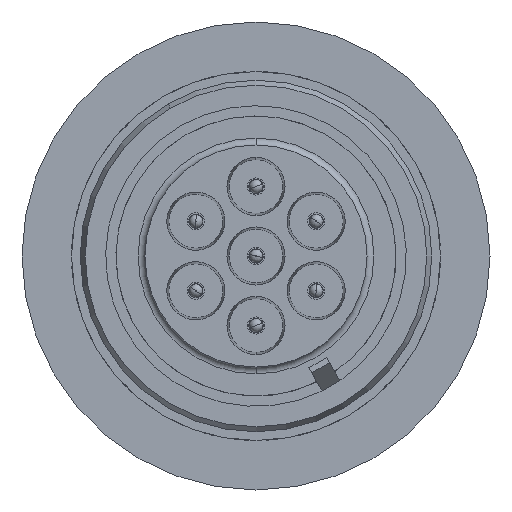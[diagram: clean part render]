
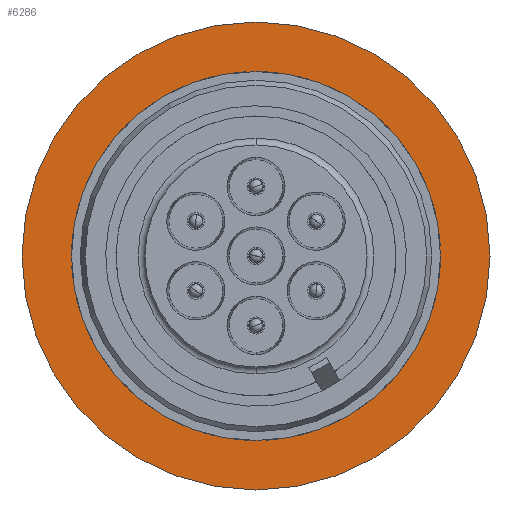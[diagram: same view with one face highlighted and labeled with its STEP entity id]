
A CAD part, front view. The second image highlights one B-rep face of the part: STEP entity #6286.
In plain terms, the highlighted planar face has unit normal (0, -1, 0).
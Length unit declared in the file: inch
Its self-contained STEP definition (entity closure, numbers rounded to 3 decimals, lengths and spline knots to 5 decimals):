
#357 = AXIS2_PLACEMENT_3D ( 'NONE', #13360, #15132, #10395 ) ;
#488 = VERTEX_POINT ( 'NONE', #19930 ) ;
#1628 = FACE_BOUND ( 'NONE', #10495, .T. ) ;
#2054 = CIRCLE ( 'NONE', #13825, 0.685 ) ;
#3662 = CARTESIAN_POINT ( 'NONE',  ( 0.3425, 1.46579, 0.59323 ) ) ;
#4218 = DIRECTION ( 'NONE',  ( -0.866, 0., 0.5 ) ) ;
#5007 = ORIENTED_EDGE ( 'NONE', *, *, #13312, .T. ) ;
#5312 = CARTESIAN_POINT ( 'NONE',  ( -0.59323, 1.46579, 0.3425 ) ) ;
#5834 = CARTESIAN_POINT ( 'NONE',  ( 0., 1.46579, 0. ) ) ;
#6286 = ADVANCED_FACE ( 'NONE', ( #1628, #8659 ), #17363, .F. ) ;
#6729 = DIRECTION ( 'NONE',  ( 0., 1., 0. ) ) ;
#6742 = ORIENTED_EDGE ( 'NONE', *, *, #9831, .F. ) ;
#6945 = DIRECTION ( 'NONE',  ( -0.866, 0., 0.5 ) ) ;
#7147 = AXIS2_PLACEMENT_3D ( 'NONE', #5834, #8883, #4218 ) ;
#7629 = AXIS2_PLACEMENT_3D ( 'NONE', #10278, #11791, #6945 ) ;
#8267 = DIRECTION ( 'NONE',  ( -0.866, 0., 0.5 ) ) ;
#8659 = FACE_OUTER_BOUND ( 'NONE', #11874, .T. ) ;
#8883 = DIRECTION ( 'NONE',  ( 0., -1., 0. ) ) ;
#9831 = EDGE_CURVE ( 'NONE', #10439, #488, #11137, .T. ) ;
#10278 = CARTESIAN_POINT ( 'NONE',  ( 0., 1.46579, 0. ) ) ;
#10395 = DIRECTION ( 'NONE',  ( -0.866, 0., 0.5 ) ) ;
#10439 = VERTEX_POINT ( 'NONE', #19941 ) ;
#10495 = EDGE_LOOP ( 'NONE', ( #16743, #6742 ) ) ;
#10774 = VERTEX_POINT ( 'NONE', #5312 ) ;
#11065 = EDGE_CURVE ( 'NONE', #10774, #15345, #14770, .T. ) ;
#11137 = CIRCLE ( 'NONE', #7629, 0.3755 ) ;
#11274 = CARTESIAN_POINT ( 'NONE',  ( 0.59323, 1.46579, -0.3425 ) ) ;
#11791 = DIRECTION ( 'NONE',  ( 0., -1., 0. ) ) ;
#11874 = EDGE_LOOP ( 'NONE', ( #19591, #5007 ) ) ;
#12778 = DIRECTION ( 'NONE',  ( 0., -1., 0. ) ) ;
#12789 = EDGE_CURVE ( 'NONE', #488, #10439, #15896, .T. ) ;
#13294 = AXIS2_PLACEMENT_3D ( 'NONE', #3662, #6729, #17671 ) ;
#13312 = EDGE_CURVE ( 'NONE', #15345, #10774, #2054, .T. ) ;
#13360 = CARTESIAN_POINT ( 'NONE',  ( 0., 1.46579, 0. ) ) ;
#13825 = AXIS2_PLACEMENT_3D ( 'NONE', #17694, #12778, #8267 ) ;
#14770 = CIRCLE ( 'NONE', #357, 0.685 ) ;
#15132 = DIRECTION ( 'NONE',  ( 0., -1., 0. ) ) ;
#15345 = VERTEX_POINT ( 'NONE', #11274 ) ;
#15896 = CIRCLE ( 'NONE', #7147, 0.3755 ) ;
#16743 = ORIENTED_EDGE ( 'NONE', *, *, #12789, .F. ) ;
#17363 = PLANE ( 'NONE',  #13294 ) ;
#17671 = DIRECTION ( 'NONE',  ( 0.866, 0., -0.5 ) ) ;
#17694 = CARTESIAN_POINT ( 'NONE',  ( 0., 1.46579, 0. ) ) ;
#19591 = ORIENTED_EDGE ( 'NONE', *, *, #11065, .T. ) ;
#19930 = CARTESIAN_POINT ( 'NONE',  ( -0.32519, 1.46579, 0.18775 ) ) ;
#19941 = CARTESIAN_POINT ( 'NONE',  ( 0.32519, 1.46579, -0.18775 ) ) ;
